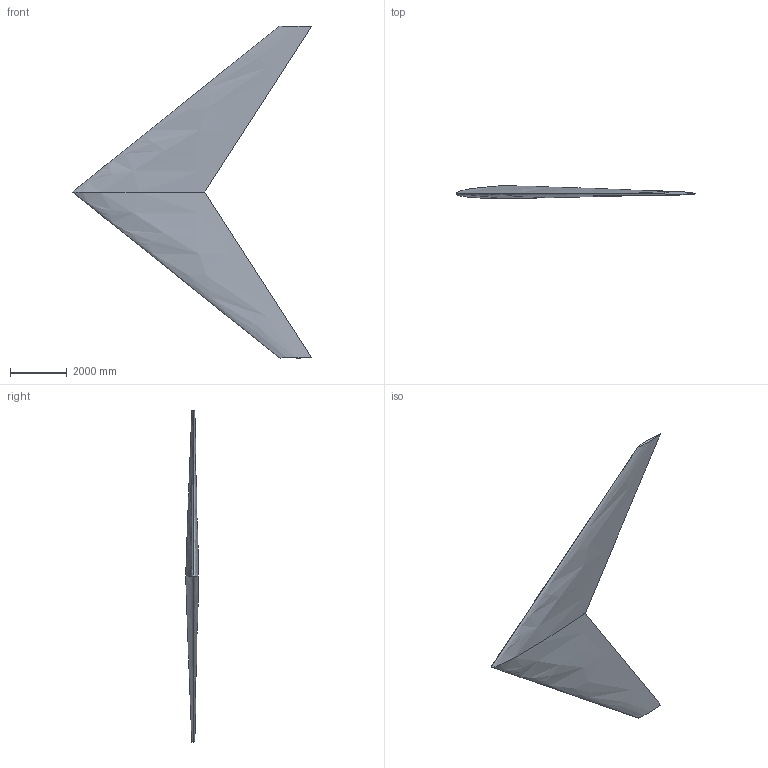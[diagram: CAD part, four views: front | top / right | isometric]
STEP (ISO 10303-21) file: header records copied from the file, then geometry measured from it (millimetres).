
FILE_DESCRIPTION (( 'STEP AP214' ), '1' );
FILE_NAME ('IRIS16_Wing.STEP', '2025-02-19T08:22:57', ( '' ), ( '' ), 'SwSTEP 2.0', 'SolidWorks 2023', '' );
FILE_SCHEMA (( 'AUTOMOTIVE_DESIGN' ));
Length unit declared in the file: metre
Products named in the file (1): IRIS16_Wing
Bounding box: 8416.41 x 443.3 x 11685 mm (x, y, z)
Volume: 6973891187 mm3; surface area: 69355421.3 mm2
Topology: 1 solids, 1 shells, 6 faces, 10 edges, 6 vertices
Faces by surface type: bspline 4, plane 2
Entity records: 1569 total; most frequent: CARTESIAN_POINT 1455, ORIENTED_EDGE 20, EDGE_CURVE 10, DIRECTION 10, ADVANCED_FACE 6, FACE_OUTER_BOUND 6, B_SPLINE_CURVE_WITH_KNOTS 6, VERTEX_POINT 6
